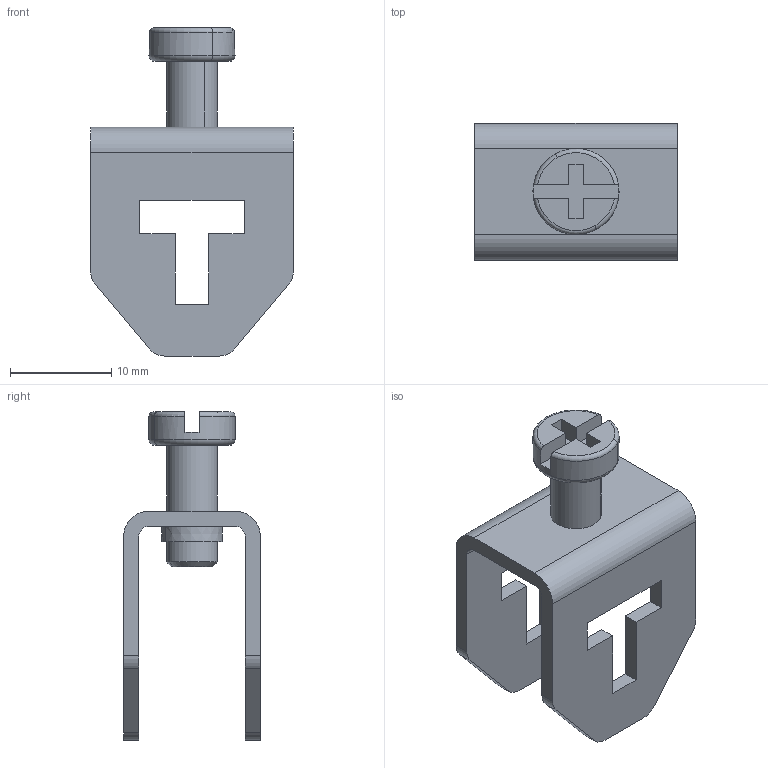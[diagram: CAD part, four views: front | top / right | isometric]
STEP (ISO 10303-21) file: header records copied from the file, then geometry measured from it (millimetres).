
FILE_DESCRIPTION(('CATIA V5 STEP Exchange','CAx-IF Rec.Pracs.--- Model Styling and Organization---1.4--- 2014-01-23'),'2;1');
FILE_NAME ('005896-2_0_1082400000_1082400000.stp','2021-09-08T05:41:55+00:00',('none'),('Weidmueller'),'CATIA Version 5-6 Release 2016 SP3 HF44','CATIA V5 STEP AP214','none');
FILE_SCHEMA(('AUTOMOTIVE_DESIGN { 1 0 10303 214 1 1 1 1 }'));
Length unit declared in the file: millimetre
Products named in the file (1): 1082400000
Bounding box: 20 x 13.5 x 32.4 mm (x, y, z)
Volume: 1675.4 mm3; surface area: 2520.8 mm2
Topology: 3 solids, 3 shells, 76 faces, 198 edges, 130 vertices
Faces by surface type: plane 48, cylinder 18, torus 6, cone 4
Entity records: 2168 total; most frequent: CARTESIAN_POINT 397, ORIENTED_EDGE 396, DIRECTION 284, EDGE_CURVE 198, VECTOR 138, LINE 138, VERTEX_POINT 130, AXIS2_PLACEMENT_3D 101
